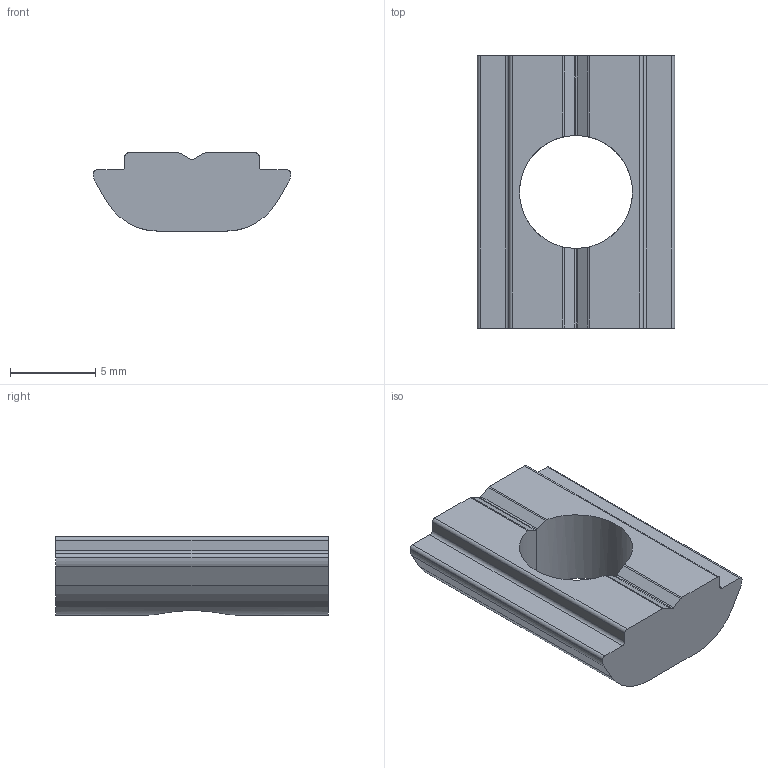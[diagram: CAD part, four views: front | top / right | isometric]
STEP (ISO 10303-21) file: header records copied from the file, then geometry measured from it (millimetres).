
FILE_DESCRIPTION (( 'STEP AP203' ), '1' );
FILE_NAME ('482529321.STEP', '2022-08-12T15:58:40', ( '' ), ( '' ), 'SwSTEP 2.0', 'SolidWorks 2014', '' );
FILE_SCHEMA (( 'CONFIG_CONTROL_DESIGN' ));
Length unit declared in the file: millimetre
Products named in the file (1): 482529321
Bounding box: 11.6 x 16 x 4.6 mm (x, y, z)
Volume: 522.2 mm3; surface area: 566.8 mm2
Topology: 1 solids, 1 shells, 38 faces, 112 edges, 74 vertices
Faces by surface type: cylinder 20, plane 18
Entity records: 1395 total; most frequent: CARTESIAN_POINT 297, ORIENTED_EDGE 224, DIRECTION 210, EDGE_CURVE 112, VERTEX_POINT 74, AXIS2_PLACEMENT_3D 73, VECTOR 64, LINE 64
